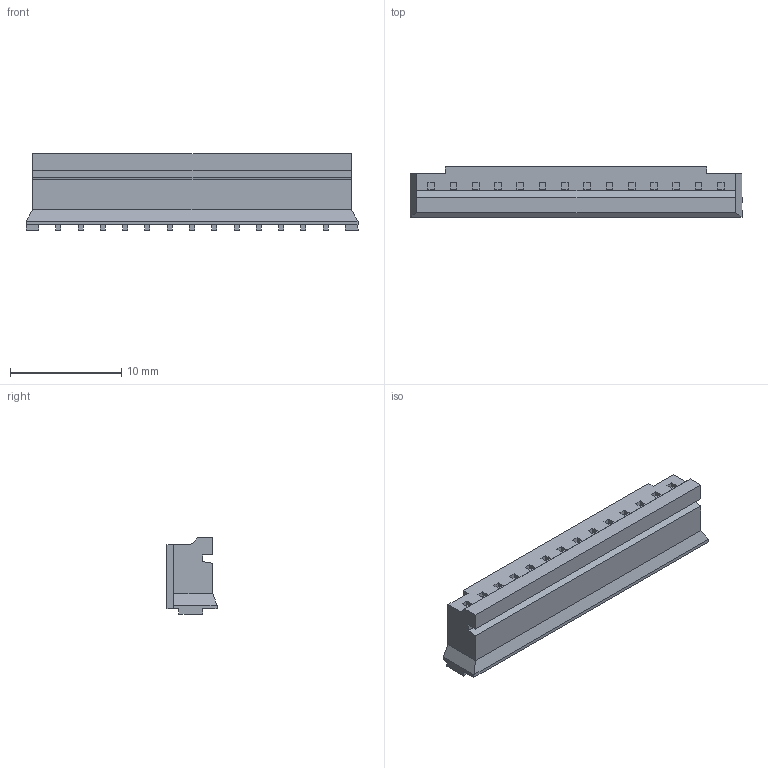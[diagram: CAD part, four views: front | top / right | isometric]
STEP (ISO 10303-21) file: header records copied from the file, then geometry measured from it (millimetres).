
FILE_DESCRIPTION (( 'STEP AP214' ), '1' );
FILE_NAME ('PHR-14.STEP', '2012-07-03T09:20:43', ( ' ' ), ( ' ' ), 'SwSTEP 2.0', 'SolidWorks 2005235', '' );
FILE_SCHEMA (( 'AUTOMOTIVE_DESIGN' ));
Length unit declared in the file: millimetre
Products named in the file (1): PHR-14
Bounding box: 29.8 x 4.5 x 6.85 mm (x, y, z)
Volume: 677.7 mm3; surface area: 774.7 mm2
Topology: 1 solids, 1 shells, 208 faces, 516 edges, 324 vertices
Faces by surface type: plane 208
Entity records: 5983 total; most frequent: CARTESIAN_POINT 1049, ORIENTED_EDGE 1032, DIRECTION 934, EDGE_CURVE 516, VECTOR 516, LINE 516, VERTEX_POINT 324, EDGE_LOOP 222
